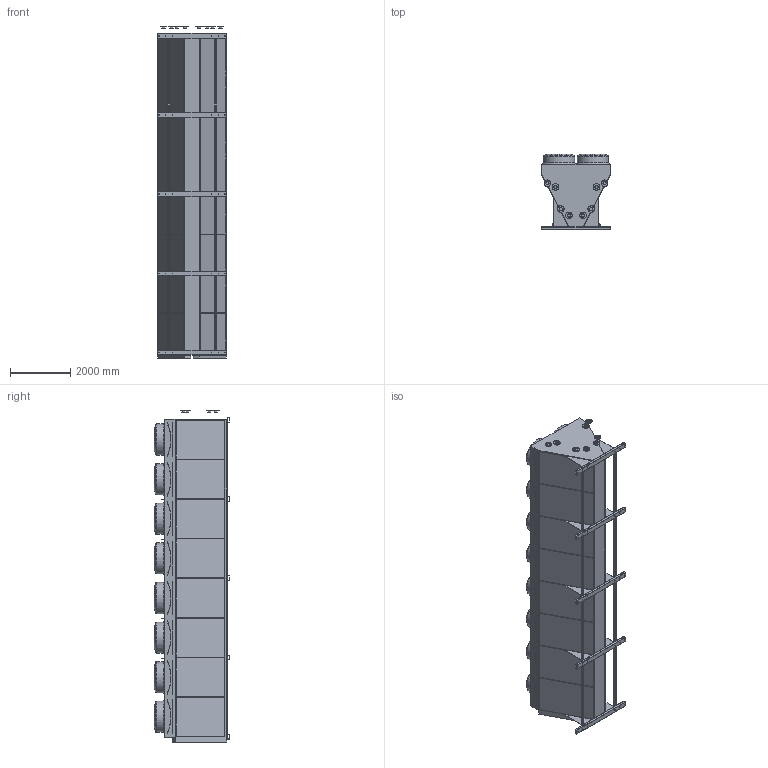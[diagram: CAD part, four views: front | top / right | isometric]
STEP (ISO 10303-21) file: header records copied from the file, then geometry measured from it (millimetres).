
FILE_DESCRIPTION (( 'STEP AP203' ), '1' );
FILE_NAME ('VDD_8MOD_4IN4OUT_SS.STEP', '2018-10-08T14:03:54', ( 'Alfa Laval' ), ( 'Alfa Laval' ), 'SwSTEP 2.0', 'SolidWorks 2016', '' );
FILE_SCHEMA (( 'CONFIG_CONTROL_DESIGN' ));
Length unit declared in the file: millimetre
Products named in the file (3): VDD_8MOD_4IN4OUT_SS; V-TYPE2_LIGHT_BODY_8MOD-SS; V-TYPE2_LIGHT_VDD_FLANGE_CONN_SS_4IN_4OUT
Assembly tree (2 placements, depth 2):
  VDD_8MOD_4IN4OUT_SS
    V-TYPE2_LIGHT_BODY_8MOD-SS
    V-TYPE2_LIGHT_VDD_FLANGE_CONN_SS_4IN_4OUT
Bounding box: 2280.43 x 2494.62 x 10982.5 mm (x, y, z)
Volume: 37680031981.7 mm3; surface area: 131994358.3 mm2
Topology: 21 solids, 21 shells, 1814 faces, 4281 edges, 2693 vertices
Faces by surface type: cylinder 804, plane 610, torus 256, sphere 128, cone 16
Full cylindrical faces by diameter (mm): 1 x64, 20 x60, 40 x8, 100 x16, 108 x16, 220 x8, 1032 x16
Entity records: 50827 total; most frequent: DIRECTION 9770, CARTESIAN_POINT 8299, ORIENTED_EDGE 7704, AXIS2_PLACEMENT_3D 4099, EDGE_CURVE 3852, VERTEX_POINT 2628, EDGE_LOOP 2544, CIRCLE 2280
